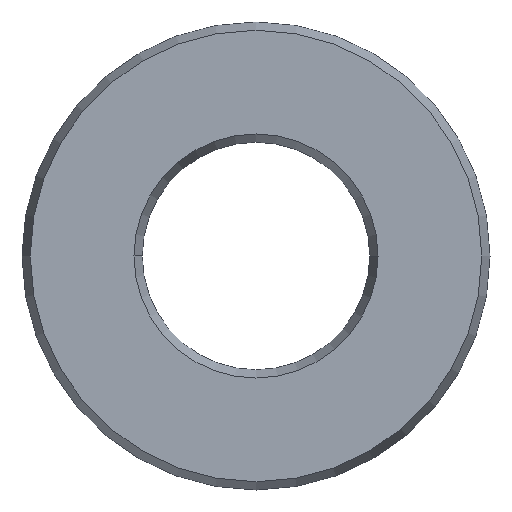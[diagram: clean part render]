
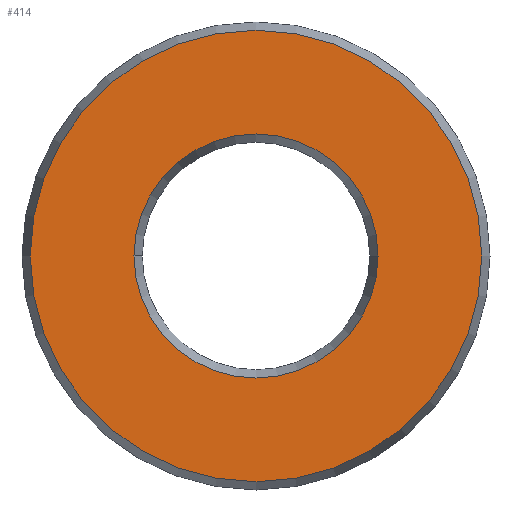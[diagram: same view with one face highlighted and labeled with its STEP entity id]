
A CAD part, left-side view. The second image highlights one B-rep face of the part: STEP entity #414.
In plain terms, the highlighted planar face has unit normal (-1, 0, 0).
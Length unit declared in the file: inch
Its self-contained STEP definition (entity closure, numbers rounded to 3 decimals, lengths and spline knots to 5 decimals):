
#151=CARTESIAN_POINT('',(-0.43307,0.,0.));
#152=DIRECTION('',(-1.,0.,0.));
#153=DIRECTION('',(0.,1.,0.));
#154=AXIS2_PLACEMENT_3D('',#151,#152,#153);
#156=CARTESIAN_POINT('',(-0.43307,0.,0.));
#157=DIRECTION('',(-1.,0.,0.));
#158=DIRECTION('',(0.,-1.,0.));
#159=AXIS2_PLACEMENT_3D('',#156,#157,#158);
#161=CARTESIAN_POINT('',(-0.43307,0.,0.));
#162=DIRECTION('',(1.,0.,0.));
#163=DIRECTION('',(0.,-1.,0.));
#164=AXIS2_PLACEMENT_3D('',#161,#162,#163);
#166=CARTESIAN_POINT('',(-0.43307,0.,0.));
#167=DIRECTION('',(1.,0.,0.));
#168=DIRECTION('',(0.,1.,0.));
#169=AXIS2_PLACEMENT_3D('',#166,#167,#168);
#283=CARTESIAN_POINT('',(-0.43307,1.36717,
0.));
#285=VERTEX_POINT('',#283);
#290=CARTESIAN_POINT('',(-0.43307,-1.36717,
0.));
#292=VERTEX_POINT('',#290);
#327=CARTESIAN_POINT('',(-0.43307,-0.73913,
0.));
#328=VERTEX_POINT('',#327);
#329=CARTESIAN_POINT('',(-0.43307,0.73913,
0.));
#330=VERTEX_POINT('',#329);
#399=CARTESIAN_POINT('',(-0.43307,0.,0.));
#400=DIRECTION('',(1.,0.,0.));
#401=DIRECTION('',(0.,-1.,0.));
#402=AXIS2_PLACEMENT_3D('',#399,#400,#401);
#403=PLANE('',#402);
#405=ORIENTED_EDGE('',*,*,#404,.T.);
#407=ORIENTED_EDGE('',*,*,#406,.T.);
#408=EDGE_LOOP('',(#405,#407));
#409=FACE_OUTER_BOUND('',#408,.F.);
#410=ORIENTED_EDGE('',*,*,#391,.T.);
#411=ORIENTED_EDGE('',*,*,#376,.T.);
#412=EDGE_LOOP('',(#410,#411));
#413=FACE_BOUND('',#412,.F.);
#155=CIRCLE('',#154,0.73913);
#160=CIRCLE('',#159,0.73913);
#165=CIRCLE('',#164,1.36717);
#170=CIRCLE('',#169,1.36717);
#376=EDGE_CURVE('',#328,#330,#160,.T.);
#391=EDGE_CURVE('',#330,#328,#155,.T.);
#404=EDGE_CURVE('',#292,#285,#165,.T.);
#406=EDGE_CURVE('',#285,#292,#170,.T.);
#414=ADVANCED_FACE('',(#409,#413),#403,.F.);
